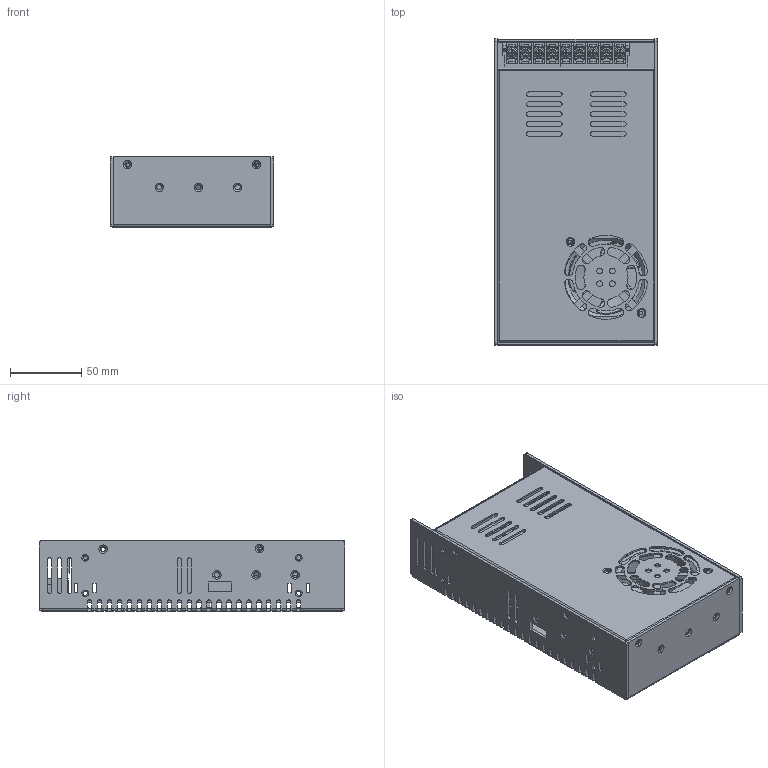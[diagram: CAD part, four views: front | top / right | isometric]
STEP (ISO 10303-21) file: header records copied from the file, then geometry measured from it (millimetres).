
FILE_DESCRIPTION (( 'STEP AP214' ), '1' );
FILE_NAME ('SA-350-400W.STEP', '2025-04-18T07:38:20', ( '万丰电脑' ), ( '电话：0577-62733550' ), 'SwSTEP 2.0', 'SolidWorks 2020', '' );
FILE_SCHEMA (( 'AUTOMOTIVE_DESIGN' ));
Length unit declared in the file: millimetre
Products named in the file (8): SA-350裔; 傷赽蹟佪; SA-240傷赽酘-5; SA-350-PCB°å; 6025瑞儂; SA-350-400W; SA-240傷赽-衵4; (DI)SA-350-菁
Assembly tree (15 placements, depth 2):
  SA-350-400W
    (DI)SA-350-菁
    SA-350-PCB°å
    SA-350裔
    6025瑞儂
    SA-240傷赽-衵4
    SA-240傷赽酘-5
    傷赽蹟佪  x9
Bounding box: 115 x 215 x 49.6 mm (x, y, z)
Volume: 172930.9 mm3; surface area: 234218.6 mm2
Topology: 15 solids, 16 shells, 2146 faces, 6231 edges, 4063 vertices
Faces by surface type: plane 1124, cylinder 724, bspline 150, cone 108, torus 40
Entity records: 75200 total; most frequent: CARTESIAN_POINT 18231, ORIENTED_EDGE 10407, DIRECTION 9933, EDGE_CURVE 5205, VECTOR 3511, LINE 3511, VERTEX_POINT 3415, AXIS2_PLACEMENT_3D 3211
